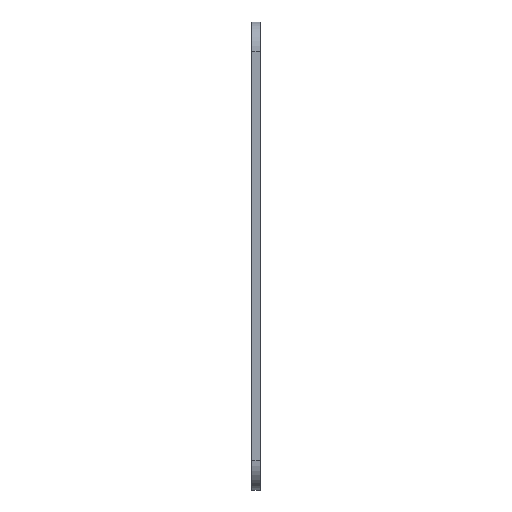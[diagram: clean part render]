
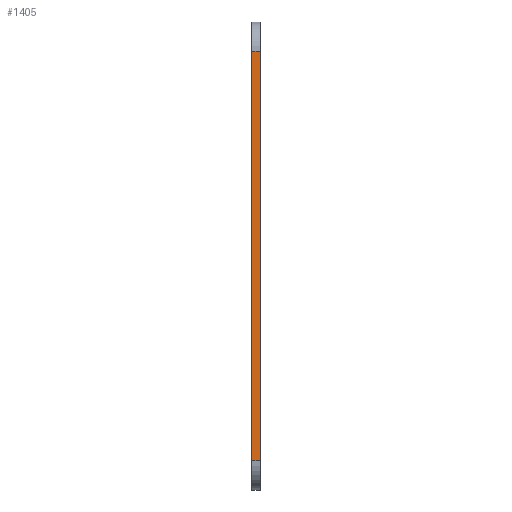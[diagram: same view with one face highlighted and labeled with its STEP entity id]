
A CAD part, left-side view. The second image highlights one B-rep face of the part: STEP entity #1405.
In plain terms, the highlighted planar face has unit normal (-1, 0, 0).
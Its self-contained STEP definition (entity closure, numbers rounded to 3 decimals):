
#50 = CARTESIAN_POINT ( 'NONE',  ( -70., 3., -70. ) ) ;
#176 = ORIENTED_EDGE ( 'NONE', *, *, #1614, .F. ) ;
#433 = DIRECTION ( 'NONE',  ( 0., -1., 0. ) ) ;
#534 = EDGE_LOOP ( 'NONE', ( #4201, #3161, #176, #2970 ) ) ;
#545 = VECTOR ( 'NONE', #433, 1000. ) ;
#640 = EDGE_CURVE ( 'NONE', #1854, #4212, #2700, .T. ) ;
#1017 = DIRECTION ( 'NONE',  ( 0., 0., -1. ) ) ;
#1043 = DIRECTION ( 'NONE',  ( 1., 0., 0. ) ) ;
#1107 = CARTESIAN_POINT ( 'NONE',  ( -70., 3., -70. ) ) ;
#1405 = ADVANCED_FACE ( 'NONE', ( #4178 ), #2091, .F. ) ;
#1416 = CARTESIAN_POINT ( 'NONE',  ( -70., 0., -70. ) ) ;
#1576 = EDGE_CURVE ( 'NONE', #3296, #4212, #2407, .T. ) ;
#1614 = EDGE_CURVE ( 'NONE', #3348, #1854, #3013, .T. ) ;
#1854 = VERTEX_POINT ( 'NONE', #2612 ) ;
#2086 = CARTESIAN_POINT ( 'NONE',  ( -70., 3., 70. ) ) ;
#2091 = PLANE ( 'NONE',  #2922 ) ;
#2092 = VECTOR ( 'NONE', #2203, 1000. ) ;
#2162 = CARTESIAN_POINT ( 'NONE',  ( -70., 3., 70. ) ) ;
#2203 = DIRECTION ( 'NONE',  ( 0., 0., 1. ) ) ;
#2407 = LINE ( 'NONE', #2904, #3117 ) ;
#2440 = CARTESIAN_POINT ( 'NONE',  ( -70., 3., 70. ) ) ;
#2612 = CARTESIAN_POINT ( 'NONE',  ( -70., 3., 70. ) ) ;
#2643 = DIRECTION ( 'NONE',  ( 0., -1., 0. ) ) ;
#2700 = LINE ( 'NONE', #2086, #4392 ) ;
#2718 = DIRECTION ( 'NONE',  ( 0., 0., 1. ) ) ;
#2904 = CARTESIAN_POINT ( 'NONE',  ( -70., 0., 70. ) ) ;
#2922 = AXIS2_PLACEMENT_3D ( 'NONE', #2440, #1043, #1017 ) ;
#2970 = ORIENTED_EDGE ( 'NONE', *, *, #4015, .T. ) ;
#3013 = LINE ( 'NONE', #2162, #2092 ) ;
#3117 = VECTOR ( 'NONE', #2718, 1000. ) ;
#3161 = ORIENTED_EDGE ( 'NONE', *, *, #640, .F. ) ;
#3296 = VERTEX_POINT ( 'NONE', #1416 ) ;
#3348 = VERTEX_POINT ( 'NONE', #1107 ) ;
#3381 = LINE ( 'NONE', #50, #545 ) ;
#4015 = EDGE_CURVE ( 'NONE', #3348, #3296, #3381, .T. ) ;
#4178 = FACE_OUTER_BOUND ( 'NONE', #534, .T. ) ;
#4201 = ORIENTED_EDGE ( 'NONE', *, *, #1576, .T. ) ;
#4212 = VERTEX_POINT ( 'NONE', #4329 ) ;
#4329 = CARTESIAN_POINT ( 'NONE',  ( -70., 0., 70. ) ) ;
#4392 = VECTOR ( 'NONE', #2643, 1000. ) ;
